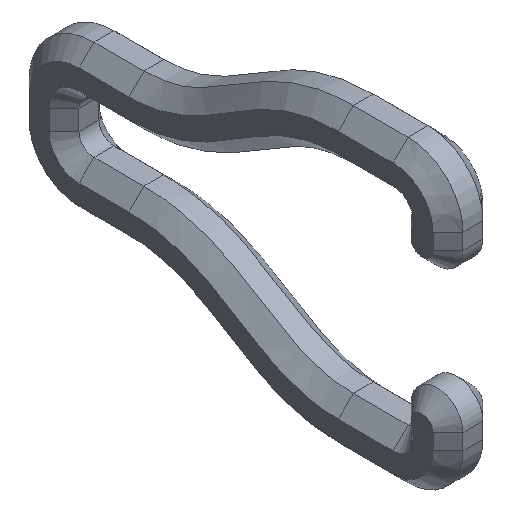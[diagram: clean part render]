
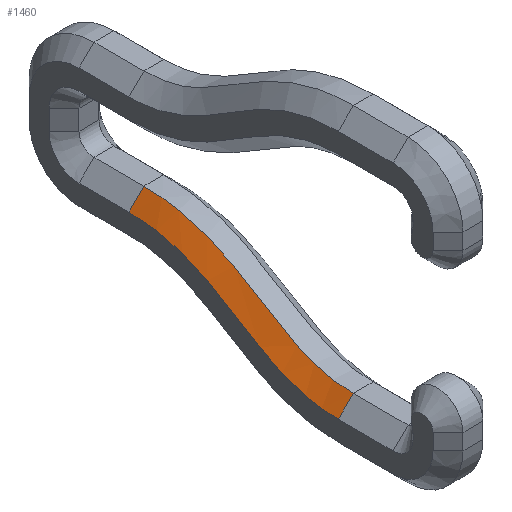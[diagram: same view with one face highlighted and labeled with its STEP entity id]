
A CAD part, isometric view. The second image highlights one B-rep face of the part: STEP entity #1460.
In plain terms, the highlighted free-form (B-spline) face has degree [1, 3] with [2, 18] control points.
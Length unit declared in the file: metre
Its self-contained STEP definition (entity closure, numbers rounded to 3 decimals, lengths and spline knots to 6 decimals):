
#105=B_SPLINE_CURVE_WITH_KNOTS('',3,(#2429,#2430,#2431,#2432,#2433,#2434,
#2435,#2436,#2437,#2438,#2439,#2440,#2441,#2442,#2443,#2444,#2445,#2446,
#2447,#2448,#2449,#2450,#2451,#2452,#2453,#2454,#2455,#2456,#2457,#2458,
#2459,#2460,#2461,#2462,#2463,#2464,#2465,#2466,#2467,#2468),
 .UNSPECIFIED.,.F.,.F.,(4,1,1,1,1,1,1,1,1,1,1,1,1,1,1,1,1,1,1,1,1,1,1,1,
1,1,1,1,1,1,1,1,1,1,1,1,1,4),(0.,0.125,0.1875,0.25,0.3125,0.34375,0.359375,
0.375,0.390625,0.40625,0.4375,0.46875,0.484375,0.492188,0.5,0.507813,
0.515625,0.53125,0.546875,0.5625,0.59375,0.609375,0.617188,0.625,0.632813,
0.640625,0.65625,0.6875,0.71875,0.734375,0.75,0.765625,0.78125,0.8125,0.84375,
0.875,0.9375,1.),.UNSPECIFIED.);
#116=B_SPLINE_CURVE_WITH_KNOTS('',3,(#2753,#2754,#2755,#2756),
 .UNSPECIFIED.,.F.,.F.,(4,4),(0.,1.),.UNSPECIFIED.);
#120=B_SPLINE_CURVE_WITH_KNOTS('',3,(#2834,#2835,#2836,#2837),
 .UNSPECIFIED.,.F.,.F.,(4,4),(0.,1.),.UNSPECIFIED.);
#126=B_SPLINE_CURVE_WITH_KNOTS('',3,(#3023,#3024,#3025,#3026),
 .UNSPECIFIED.,.F.,.F.,(4,4),(0.,1.),.UNSPECIFIED.);
#138=B_SPLINE_SURFACE_WITH_KNOTS('',1,3,((#2987,#2988,#2989,#2990,#2991,
#2992,#2993,#2994,#2995,#2996,#2997,#2998,#2999,#3000,#3001,#3002,#3003,
#3004),(#3005,#3006,#3007,#3008,#3009,#3010,#3011,#3012,#3013,#3014,#3015,
#3016,#3017,#3018,#3019,#3020,#3021,#3022)),.RULED_SURF.,.F.,.F.,.F.,(2,
2),(4,2,2,2,2,2,2,2,4),(0.,1.),(0.251995,0.263241,0.274488,
0.296981,0.341966,0.386952,0.409445,
0.420691,0.431937),.UNSPECIFIED.);
#520=ORIENTED_EDGE('',*,*,#710,.F.);
#521=ORIENTED_EDGE('',*,*,#665,.T.);
#522=ORIENTED_EDGE('',*,*,#761,.T.);
#523=ORIENTED_EDGE('',*,*,#727,.T.);
#665=EDGE_CURVE('',#857,#856,#105,.T.);
#710=EDGE_CURVE('',#857,#784,#116,.F.);
#727=EDGE_CURVE('',#873,#784,#120,.T.);
#761=EDGE_CURVE('',#856,#873,#126,.T.);
#784=VERTEX_POINT('',#2054);
#856=VERTEX_POINT('',#2428);
#857=VERTEX_POINT('',#2469);
#873=VERTEX_POINT('',#2820);
#1232=EDGE_LOOP('',(#520,#521,#522,#523));
#1324=FACE_BOUND('',#1232,.T.);
#1460=ADVANCED_FACE('',(#1324),#138,.F.);
#2054=CARTESIAN_POINT('',(0.019,-0.034,-0.0025));
#2428=CARTESIAN_POINT('',(0.0175,-0.055,-0.0115));
#2429=CARTESIAN_POINT('',(0.0175,-0.034,-0.004));
#2430=CARTESIAN_POINT('',(0.0175,-0.034895,-0.004));
#2431=CARTESIAN_POINT('',(0.0175,-0.036205,-0.004101));
#2432=CARTESIAN_POINT('',(0.0175,-0.037878,-0.004435));
#2433=CARTESIAN_POINT('',(0.0175,-0.039113,-0.004792));
#2434=CARTESIAN_POINT('',(0.0175,-0.040067,-0.005155));
#2435=CARTESIAN_POINT('',(0.0175,-0.040784,-0.005473));
#2436=CARTESIAN_POINT('',(0.0175,-0.04119,-0.005666));
#2437=CARTESIAN_POINT('',(0.0175,-0.04152,-0.005829));
#2438=CARTESIAN_POINT('',(0.0175,-0.041768,-0.005957));
#2439=CARTESIAN_POINT('',(0.0175,-0.042141,-0.006154));
#2440=CARTESIAN_POINT('',(0.0175,-0.042617,-0.006417));
#2441=CARTESIAN_POINT('',(0.0175,-0.04312,-0.006707));
#2442=CARTESIAN_POINT('',(0.0175,-0.043492,-0.006929));
#2443=CARTESIAN_POINT('',(0.0175,-0.043697,-0.007053));
#2444=CARTESIAN_POINT('',(0.0175,-0.043886,-0.007169));
#2445=CARTESIAN_POINT('',(0.0175,-0.04395,-0.007208));
#2446=CARTESIAN_POINT('',(0.0175,-0.044105,-0.007305));
#2447=CARTESIAN_POINT('',(0.0175,-0.044324,-0.007441));
#2448=CARTESIAN_POINT('',(0.0175,-0.044649,-0.007645));
#2449=CARTESIAN_POINT('',(0.0175,-0.045203,-0.007993));
#2450=CARTESIAN_POINT('',(0.0175,-0.045661,-0.008281));
#2451=CARTESIAN_POINT('',(0.0175,-0.045989,-0.008484));
#2452=CARTESIAN_POINT('',(0.0175,-0.046168,-0.008594));
#2453=CARTESIAN_POINT('',(0.0175,-0.04626,-0.00865));
#2454=CARTESIAN_POINT('',(0.0175,-0.046465,-0.008774));
#2455=CARTESIAN_POINT('',(0.0175,-0.046695,-0.008911));
#2456=CARTESIAN_POINT('',(0.0175,-0.047108,-0.009153));
#2457=CARTESIAN_POINT('',(0.0175,-0.047669,-0.009467));
#2458=CARTESIAN_POINT('',(0.0175,-0.048197,-0.009746));
#2459=CARTESIAN_POINT('',(0.0175,-0.048615,-0.009954));
#2460=CARTESIAN_POINT('',(0.0175,-0.048882,-0.010082));
#2461=CARTESIAN_POINT('',(0.0175,-0.049287,-0.010265));
#2462=CARTESIAN_POINT('',(0.0175,-0.049775,-0.010472));
#2463=CARTESIAN_POINT('',(0.0175,-0.050397,-0.010711));
#2464=CARTESIAN_POINT('',(0.0175,-0.051135,-0.01095));
#2465=CARTESIAN_POINT('',(0.0175,-0.052091,-0.011206));
#2466=CARTESIAN_POINT('',(0.0175,-0.053415,-0.011442));
#2467=CARTESIAN_POINT('',(0.0175,-0.054465,-0.0115));
#2468=CARTESIAN_POINT('',(0.0175,-0.055,-0.0115));
#2469=CARTESIAN_POINT('',(0.0175,-0.034,-0.004));
#2753=CARTESIAN_POINT('',(0.019,-0.034,-0.0025));
#2754=CARTESIAN_POINT('',(0.0185,-0.034,-0.003));
#2755=CARTESIAN_POINT('',(0.018,-0.034,-0.0035));
#2756=CARTESIAN_POINT('',(0.0175,-0.034,-0.004));
#2820=CARTESIAN_POINT('',(0.019,-0.055,-0.01));
#2834=CARTESIAN_POINT('',(0.019,-0.055,-0.01));
#2835=CARTESIAN_POINT('',(0.019,-0.047,-0.01));
#2836=CARTESIAN_POINT('',(0.019,-0.044,-0.0025));
#2837=CARTESIAN_POINT('',(0.019,-0.034,-0.0025));
#2987=CARTESIAN_POINT('',(0.019,-0.055,-0.01));
#2988=CARTESIAN_POINT('',(0.019,-0.054569,-0.01));
#2989=CARTESIAN_POINT('',(0.019,-0.054077,-0.009975));
#2990=CARTESIAN_POINT('',(0.019,-0.053129,-0.009867));
#2991=CARTESIAN_POINT('',(0.019,-0.052666,-0.009785));
#2992=CARTESIAN_POINT('',(0.019,-0.051288,-0.009459));
#2993=CARTESIAN_POINT('',(0.019,-0.050396,-0.009131));
#2994=CARTESIAN_POINT('',(0.019,-0.047826,-0.007932));
#2995=CARTESIAN_POINT('',(0.019,-0.046263,-0.006869));
#2996=CARTESIAN_POINT('',(0.019,-0.043037,-0.004887));
#2997=CARTESIAN_POINT('',(0.019,-0.041371,-0.003983));
#2998=CARTESIAN_POINT('',(0.019,-0.038674,-0.003082));
#2999=CARTESIAN_POINT('',(0.019,-0.037757,-0.002859));
#3000=CARTESIAN_POINT('',(0.019,-0.036352,-0.00264));
#3001=CARTESIAN_POINT('',(0.019,-0.035877,-0.002586));
#3002=CARTESIAN_POINT('',(0.019,-0.03494,-0.002517));
#3003=CARTESIAN_POINT('',(0.019,-0.034498,-0.0025));
#3004=CARTESIAN_POINT('',(0.019,-0.034,-0.0025));
#3005=CARTESIAN_POINT('',(0.0175,-0.055,-0.0115));
#3006=CARTESIAN_POINT('',(0.0175,-0.054518,-0.0115));
#3007=CARTESIAN_POINT('',(0.0175,-0.053966,-0.011473));
#3008=CARTESIAN_POINT('',(0.0175,-0.052899,-0.011351));
#3009=CARTESIAN_POINT('',(0.0175,-0.052377,-0.011259));
#3010=CARTESIAN_POINT('',(0.0175,-0.050829,-0.010892));
#3011=CARTESIAN_POINT('',(0.0175,-0.049835,-0.010525));
#3012=CARTESIAN_POINT('',(0.0175,-0.047045,-0.009223));
#3013=CARTESIAN_POINT('',(0.0175,-0.045442,-0.008124));
#3014=CARTESIAN_POINT('',(0.0175,-0.042288,-0.006188));
#3015=CARTESIAN_POINT('',(0.0175,-0.040741,-0.005354));
#3016=CARTESIAN_POINT('',(0.0175,-0.038276,-0.004531));
#3017=CARTESIAN_POINT('',(0.0175,-0.037444,-0.004328));
#3018=CARTESIAN_POINT('',(0.0175,-0.036162,-0.004128));
#3019=CARTESIAN_POINT('',(0.0175,-0.035728,-0.004079));
#3020=CARTESIAN_POINT('',(0.0175,-0.034867,-0.004015));
#3021=CARTESIAN_POINT('',(0.0175,-0.034461,-0.004));
#3022=CARTESIAN_POINT('',(0.0175,-0.034,-0.004));
#3023=CARTESIAN_POINT('',(0.0175,-0.055,-0.0115));
#3024=CARTESIAN_POINT('',(0.018,-0.055,-0.011));
#3025=CARTESIAN_POINT('',(0.0185,-0.055,-0.0105));
#3026=CARTESIAN_POINT('',(0.019,-0.055,-0.01));
